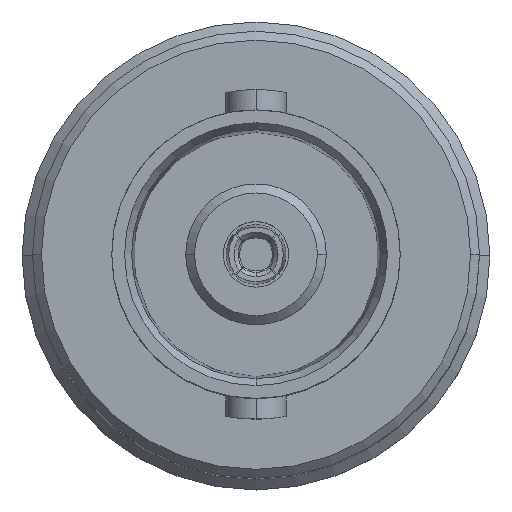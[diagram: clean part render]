
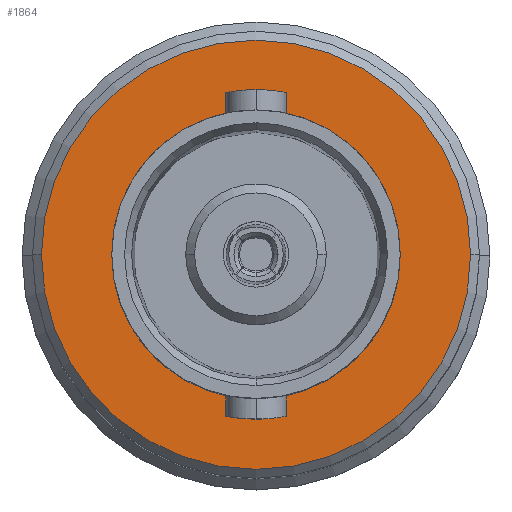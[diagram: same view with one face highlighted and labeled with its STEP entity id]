
A CAD part, top view. The second image highlights one B-rep face of the part: STEP entity #1864.
In plain terms, the highlighted planar face has unit normal (0, 0, 1).
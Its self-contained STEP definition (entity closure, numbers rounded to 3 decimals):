
#206 = AXIS2_PLACEMENT_3D ( 'NONE', #4309, #866, #4905 ) ;
#338 = CARTESIAN_POINT ( 'NONE',  ( 0., 0., 0. ) ) ;
#674 = CARTESIAN_POINT ( 'NONE',  ( 0., 4.6, 0. ) ) ;
#830 = EDGE_LOOP ( 'NONE', ( #5618, #2780 ) ) ;
#866 = DIRECTION ( 'NONE',  ( 0., 0., 1. ) ) ;
#936 = DIRECTION ( 'NONE',  ( 1., 0., 0. ) ) ;
#1085 = ORIENTED_EDGE ( 'NONE', *, *, #4490, .T. ) ;
#1101 = FACE_BOUND ( 'NONE', #830, .T. ) ;
#1338 = VERTEX_POINT ( 'NONE', #6503 ) ;
#1864 = ADVANCED_FACE ( 'NONE', ( #1101, #7281 ), #5960, .F. ) ;
#2024 = AXIS2_PLACEMENT_3D ( 'NONE', #6868, #3339, #7427 ) ;
#2307 = DIRECTION ( 'NONE',  ( 0., 0., -1. ) ) ;
#2327 = DIRECTION ( 'NONE',  ( -1., 0., 0. ) ) ;
#2384 = CIRCLE ( 'NONE', #7385, 4.375 ) ;
#2456 = EDGE_CURVE ( 'NONE', #2539, #1338, #3201, .T. ) ;
#2539 = VERTEX_POINT ( 'NONE', #3983 ) ;
#2780 = ORIENTED_EDGE ( 'NONE', *, *, #4304, .F. ) ;
#2792 = EDGE_LOOP ( 'NONE', ( #1085, #6150 ) ) ;
#3156 = DIRECTION ( 'NONE',  ( 0., 0., 1. ) ) ;
#3201 = CIRCLE ( 'NONE', #2024, 7.2 ) ;
#3339 = DIRECTION ( 'NONE',  ( 0., 0., 1. ) ) ;
#3896 = VERTEX_POINT ( 'NONE', #7390 ) ;
#3983 = CARTESIAN_POINT ( 'NONE',  ( 7.2, 0., 0. ) ) ;
#4304 = EDGE_CURVE ( 'NONE', #3896, #5998, #2384, .T. ) ;
#4307 = EDGE_CURVE ( 'NONE', #5998, #3896, #6880, .T. ) ;
#4309 = CARTESIAN_POINT ( 'NONE',  ( 0., 0., 0. ) ) ;
#4382 = DIRECTION ( 'NONE',  ( 0., 0., 1. ) ) ;
#4490 = EDGE_CURVE ( 'NONE', #1338, #2539, #6497, .T. ) ;
#4905 = DIRECTION ( 'NONE',  ( -1., 0., 0. ) ) ;
#5108 = AXIS2_PLACEMENT_3D ( 'NONE', #338, #4382, #936 ) ;
#5618 = ORIENTED_EDGE ( 'NONE', *, *, #4307, .F. ) ;
#5960 = PLANE ( 'NONE',  #7553 ) ;
#5998 = VERTEX_POINT ( 'NONE', #6551 ) ;
#6150 = ORIENTED_EDGE ( 'NONE', *, *, #2456, .T. ) ;
#6497 = CIRCLE ( 'NONE', #5108, 7.2 ) ;
#6503 = CARTESIAN_POINT ( 'NONE',  ( -7.2, 0., 0. ) ) ;
#6551 = CARTESIAN_POINT ( 'NONE',  ( 4.375, 0., 0. ) ) ;
#6684 = CARTESIAN_POINT ( 'NONE',  ( 0., 0., 0. ) ) ;
#6868 = CARTESIAN_POINT ( 'NONE',  ( 0., 0., 0. ) ) ;
#6880 = CIRCLE ( 'NONE', #206, 4.375 ) ;
#7242 = DIRECTION ( 'NONE',  ( -1., 0., 0. ) ) ;
#7281 = FACE_OUTER_BOUND ( 'NONE', #2792, .T. ) ;
#7385 = AXIS2_PLACEMENT_3D ( 'NONE', #6684, #3156, #7242 ) ;
#7390 = CARTESIAN_POINT ( 'NONE',  ( -4.375, 0., 0. ) ) ;
#7427 = DIRECTION ( 'NONE',  ( 1., 0., 0. ) ) ;
#7553 = AXIS2_PLACEMENT_3D ( 'NONE', #674, #2307, #2327 ) ;
